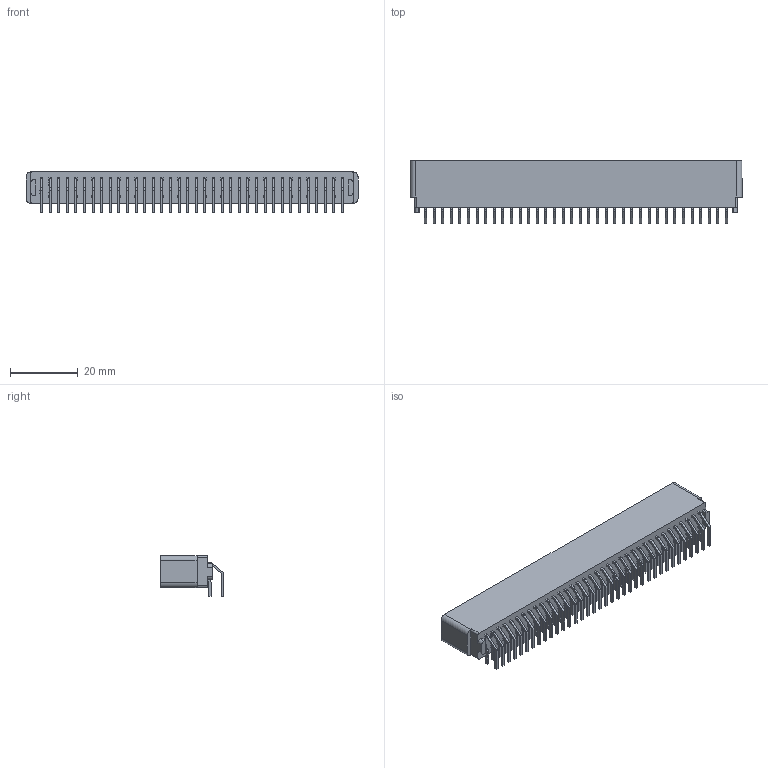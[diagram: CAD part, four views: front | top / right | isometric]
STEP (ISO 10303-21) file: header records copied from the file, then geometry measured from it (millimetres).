
FILE_DESCRIPTION (( 'STEP AP214' ), '1' );
FILE_NAME ('10923, _ _C36DCAN.STEP', '2012-03-01T19:35:37', ( '' ), ( '' ), 'SwSTEP 2.0', 'SolidWorks 2012', '' );
FILE_SCHEMA (( 'AUTOMOTIVE_DESIGN' ));
Length unit declared in the file: inch
Products named in the file (4): _ _M-DCM(RIGHTANGLEBENDED, CA TERMINATION)_RIGHTANGLE2; _ _M-DCM(RIGHTANGLEBENDED, CA TERMINATION)_RIGHTANGLE1; .100 CC, HIGH PROFILE_C36MN; 10923,  _ _C36DCAN
Assembly tree (73 placements, depth 2):
  10923,  _ _C36DCAN
    .100 CC, HIGH PROFILE_C36MN
    _ _M-DCM(RIGHTANGLEBENDED, CA TERMINATION)_RIGHTANGLE1  x36
    _ _M-DCM(RIGHTANGLEBENDED, CA TERMINATION)_RIGHTANGLE2  x36
Bounding box: 98.04 x 18.86 x 11.94 mm (x, y, z)
Volume: 8987.7 mm3; surface area: 17882.4 mm2
Topology: 73 solids, 73 shells, 8089 faces, 22724 edges, 14572 vertices
Faces by surface type: plane 6539, cylinder 1381, bspline 169
Full cylindrical faces by diameter (mm): 0.867 x1
Entity records: 50384 total; most frequent: CARTESIAN_POINT 10001, ORIENTED_EDGE 8486, DIRECTION 7127, EDGE_CURVE 4243, VECTOR 4091, LINE 4091, VERTEX_POINT 2812, AXIS2_PLACEMENT_3D 1518
